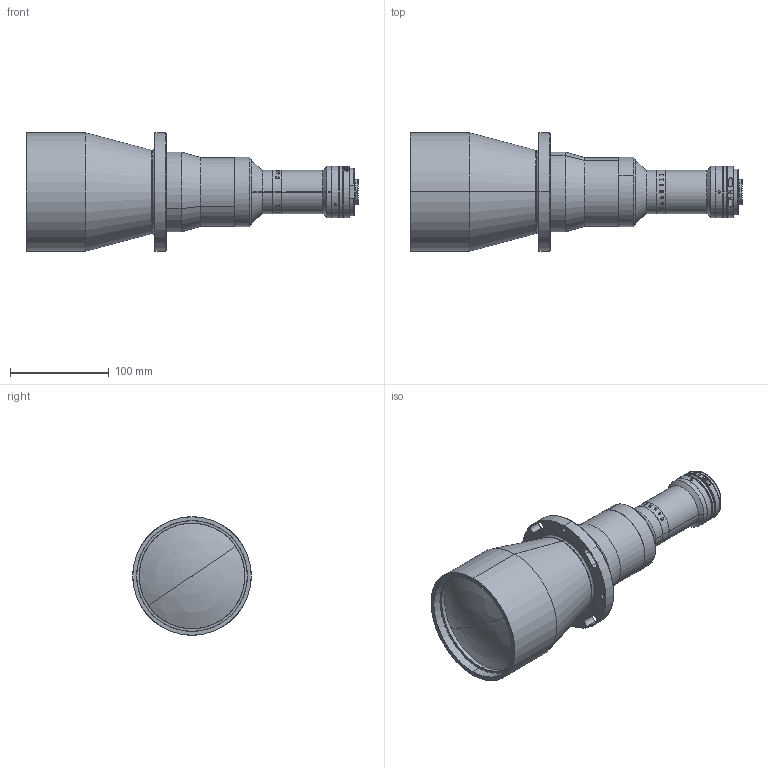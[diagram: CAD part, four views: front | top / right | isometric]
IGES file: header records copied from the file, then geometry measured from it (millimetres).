
Start section: SolidWorks IGES file using analytic representation for surfaces
Global section: file name: XF-PTL09223-C-(HD).IGS; native system: SolidWorks 2014; preprocessor: SolidWorks 2014; author: puyufan; date: 190219.171023; units: millimetre
Bounding box: 336.14 x 120 x 120 mm (x, y, z)
Surface area: 130356 mm2 (no closed solid volume)
Topology: 0 solids, 0 shells, 194 faces, 6176 edges, 6172 vertices
Faces by surface type: revolution 126, bspline 68
